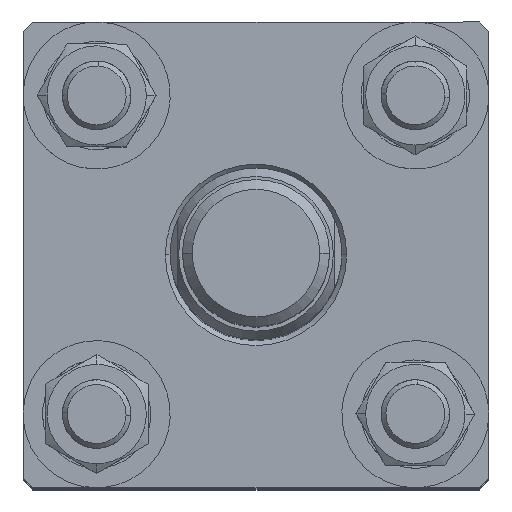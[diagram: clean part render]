
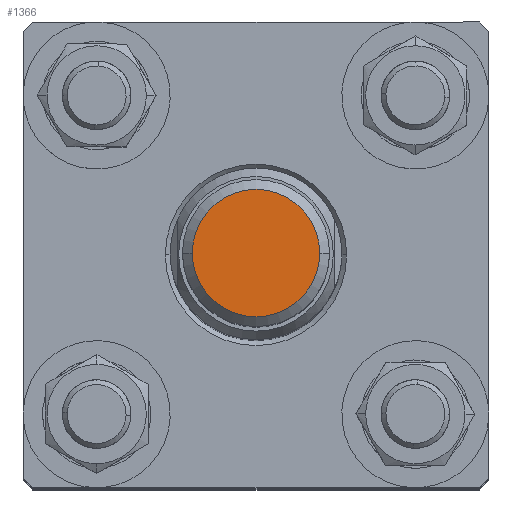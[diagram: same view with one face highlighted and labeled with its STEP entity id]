
A CAD part, top view. The second image highlights one B-rep face of the part: STEP entity #1366.
In plain terms, the highlighted face is planar.
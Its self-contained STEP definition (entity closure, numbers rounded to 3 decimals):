
#130 = DIRECTION ( 'NONE',  ( 0., 0., -1. ) ) ;
#138 = DIRECTION ( 'NONE',  ( -1., 0., 0. ) ) ;
#142 = CARTESIAN_POINT ( 'NONE',  ( 0., 0., -275. ) ) ;
#163 = VERTEX_POINT ( 'NONE', #1867 ) ;
#1085 = EDGE_CURVE ( 'NONE', #163, #1999, #7235, .T. ) ;
#1162 = EDGE_CURVE ( 'NONE', #1999, #163, #7213, .T. ) ;
#1366 = ADVANCED_FACE ( 'NONE', ( #7340 ), #4264, .T. ) ;
#1867 = CARTESIAN_POINT ( 'NONE',  ( 13., 0., -275. ) ) ;
#1999 = VERTEX_POINT ( 'NONE', #2949 ) ;
#2220 = CARTESIAN_POINT ( 'NONE',  ( 0., 0., -275. ) ) ;
#2535 = DIRECTION ( 'NONE',  ( -1., 0., 0. ) ) ;
#2622 = DIRECTION ( 'NONE',  ( 0., 0., -1. ) ) ;
#2949 = CARTESIAN_POINT ( 'NONE',  ( -13., 0., -275. ) ) ;
#4217 = DIRECTION ( 'NONE',  ( -1., 0., 0. ) ) ;
#4259 = DIRECTION ( 'NONE',  ( 0., 0., -1. ) ) ;
#4264 = PLANE ( 'NONE',  #5924 ) ;
#4413 = CARTESIAN_POINT ( 'NONE',  ( 0., 0., -275. ) ) ;
#4459 = AXIS2_PLACEMENT_3D ( 'NONE', #142, #130, #138 ) ;
#4510 = AXIS2_PLACEMENT_3D ( 'NONE', #2220, #2622, #2535 ) ;
#4682 = ORIENTED_EDGE ( 'NONE', *, *, #1085, .T. ) ;
#4726 = ORIENTED_EDGE ( 'NONE', *, *, #1162, .T. ) ;
#5547 = EDGE_LOOP ( 'NONE', ( #4682, #4726 ) ) ;
#5924 = AXIS2_PLACEMENT_3D ( 'NONE', #4413, #4259, #4217 ) ;
#7213 = CIRCLE ( 'NONE', #4510, 13. ) ;
#7235 = CIRCLE ( 'NONE', #4459, 13. ) ;
#7340 = FACE_OUTER_BOUND ( 'NONE', #5547, .T. ) ;
